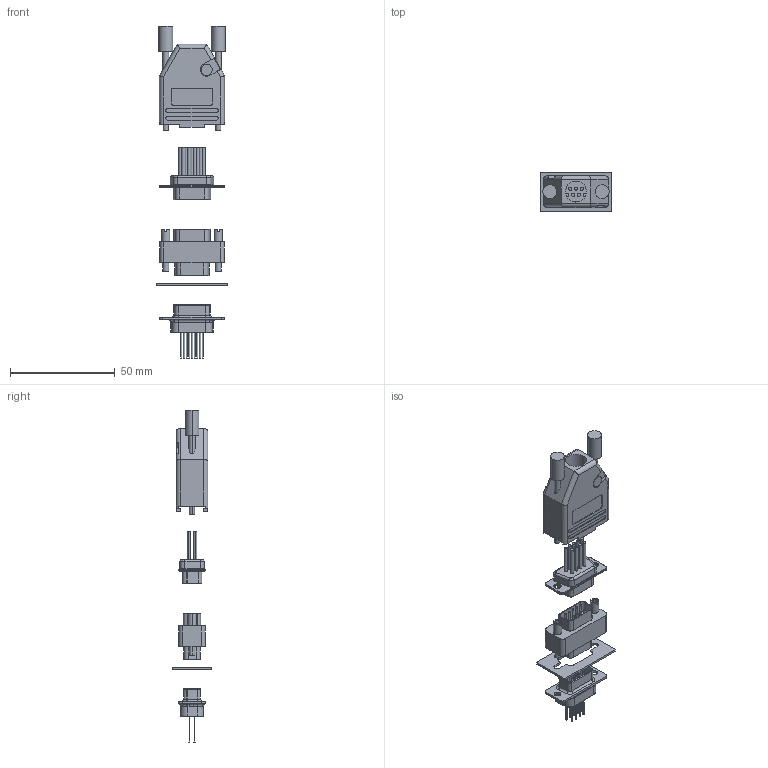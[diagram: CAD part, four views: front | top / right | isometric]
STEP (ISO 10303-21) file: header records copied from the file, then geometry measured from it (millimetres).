
FILE_DESCRIPTION (( 'STEP AP214' ), '1' );
FILE_NAME ('INGUN_116384.STEP', '2024-10-09T12:22:42', ( '' ), ( '' ), 'SwSTEP 2.0', 'SolidWorks 2021', '' );
FILE_SCHEMA (( 'AUTOMOTIVE_DESIGN' ));
Length unit declared in the file: millimetre
Products named in the file (6): 29629~0; 14747~0_S; INGUN_116384; 29624~0; 43448~0_S; 116377~0_S
Assembly tree (5 placements, depth 2):
  INGUN_116384
    116377~0_S
    29629~0
    29624~0
    14747~0_S
    43448~0_S
Bounding box: 34 x 19 x 158.2 mm (x, y, z)
Volume: 17833.4 mm3; surface area: 16264.4 mm2
Topology: 5 solids, 5 shells, 639 faces, 1532 edges, 990 vertices
Faces by surface type: cylinder 314, plane 241, bspline 60, torus 20, cone 4
Entity records: 20976 total; most frequent: CARTESIAN_POINT 5187, DIRECTION 3322, ORIENTED_EDGE 3056, EDGE_CURVE 1528, AXIS2_PLACEMENT_3D 1305, VERTEX_POINT 990, EDGE_LOOP 742, CIRCLE 718
